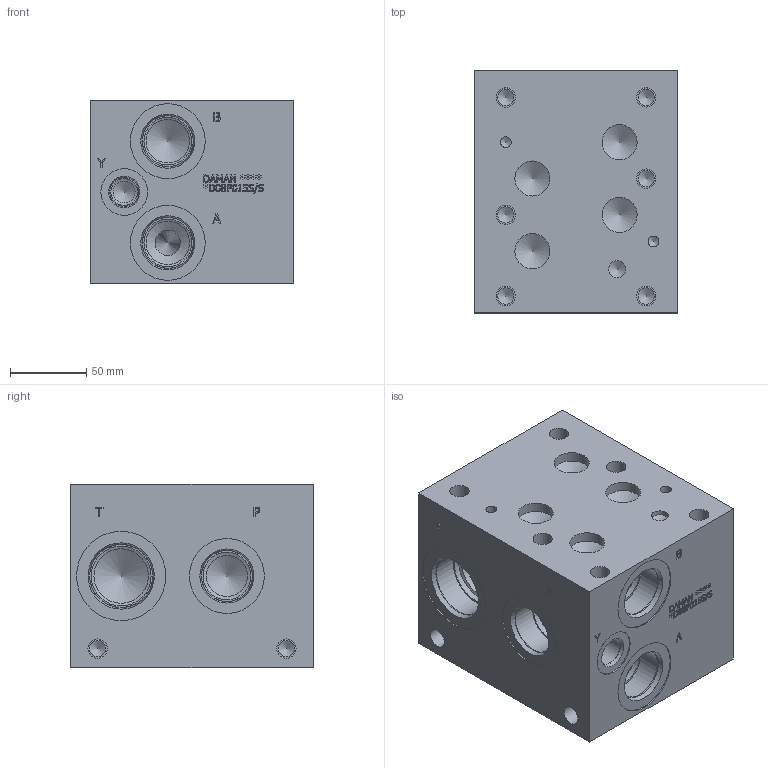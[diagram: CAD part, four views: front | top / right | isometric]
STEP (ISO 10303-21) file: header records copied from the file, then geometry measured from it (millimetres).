
FILE_DESCRIPTION(/* description */ (''),/* implementation_level */ '2;1');
FILE_NAME(/* name */ '_D08P015S~S.stp',/* time_stamp */ '2020-03-09T15:01:59-04:00',/* author */ ('devonn'),/* organization */ (''),/* preprocessor_version */ 'ST-DEVELOPER v17',/* originating_system */ 'Autodesk Inventor 2019',/* authorisation */ '');
FILE_SCHEMA (('AUTOMOTIVE_DESIGN { 1 0 10303 214 3 1 1 }'));
Length unit declared in the file: millimetre
Products named in the file (1): Part_DD08P015S~S_3D
Bounding box: 133.35 x 158.75 x 120.65 mm (x, y, z)
Volume: 2243147.8 mm3; surface area: 158828.7 mm2
Topology: 1 solids, 1 shells, 589 faces, 1596 edges, 1078 vertices
Faces by surface type: plane 323, bspline 143, cylinder 71, cone 52
Full cylindrical faces by diameter (mm): 7.137 x2, 10.719 x10, 11.113 x1, 12.7 x10, 14.3 x1, 17.475 x1, 17.501 x1, 19.05 x1, 19.253 x1, 22.225 x1, 23.012 x3, 23.017 x1, 23.698 x1, 25.4 x1, 26.187 x1, 26.975 x2, 27.381 x1, 28.575 x2, 30.632 x1, 31.267 x4, 33.325 x1, 33.34 x2, 33.35 x2, 33.757 x4, 35.509 x2, 35.712 x2, 39.218 x2, 41.275 x1, 41.28 x1, 41.758 x1
Entity records: 19640 total; most frequent: CARTESIAN_POINT 5098, ORIENTED_EDGE 3142, DIRECTION 2442, EDGE_CURVE 1571, VERTEX_POINT 1078, LINE 1022, VECTOR 1022, AXIS2_PLACEMENT_3D 710
